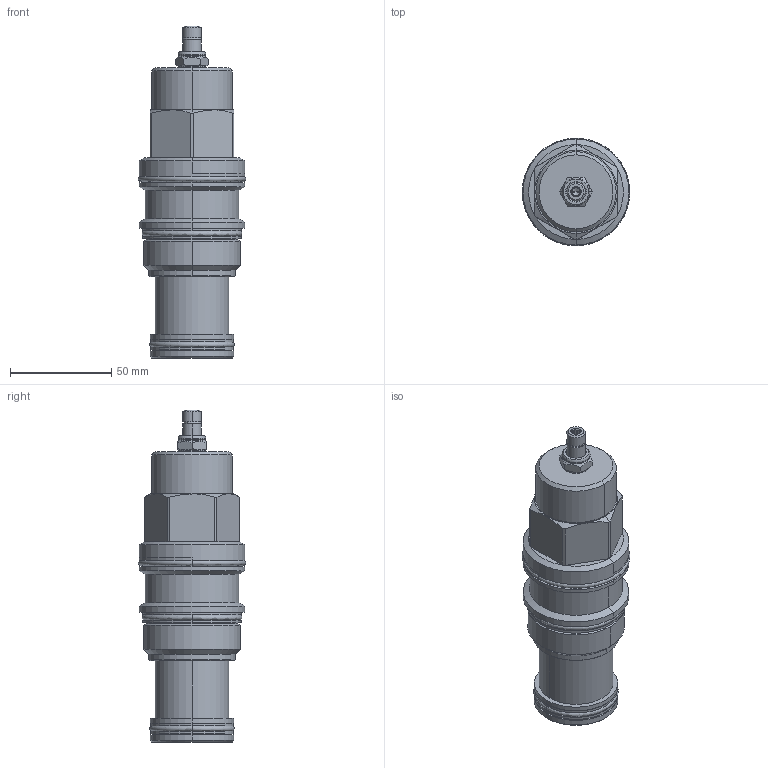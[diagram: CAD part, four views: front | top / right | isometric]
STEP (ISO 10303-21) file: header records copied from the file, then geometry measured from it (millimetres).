
FILE_DESCRIPTION((''),'2;1');
FILE_NAME('PPJF-LAN_PRT','2009-07-16T',('Administrator'),(''),'PRO/ENGINEER BY PARAMETRIC TECHNOLOGY CORPORATION, 2006240','PRO/ENGINEER BY PARAMETRIC TECHNOLOGY CORPORATION, 2006240','');
FILE_SCHEMA(('CONFIG_CONTROL_DESIGN'));
Length unit declared in the file: inch
Products named in the file (1): PPJF-LAN_PRT
Bounding box: 53.06 x 53.06 x 164.02 mm (x, y, z)
Volume: 214500.8 mm3; surface area: 32707.1 mm2
Topology: 5 solids, 5 shells, 188 faces, 420 edges, 253 vertices
Faces by surface type: cylinder 65, plane 60, cone 34, torus 17, revolution 12
Entity records: 6798 total; most frequent: CARTESIAN_POINT 2519, DIRECTION 940, ORIENTED_EDGE 836, EDGE_CURVE 418, AXIS2_PLACEMENT_3D 388, VERTEX_POINT 253, CIRCLE 212, EDGE_LOOP 209
